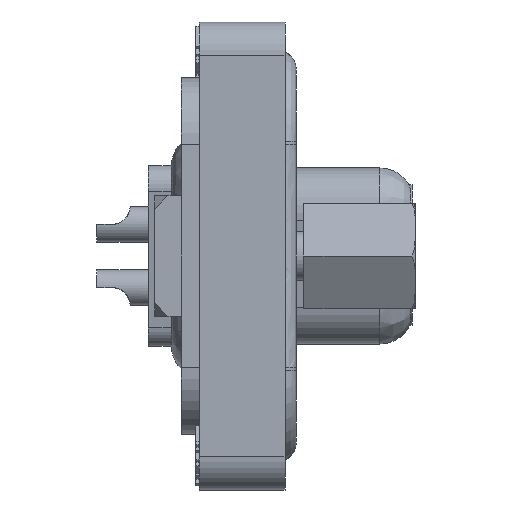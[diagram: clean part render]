
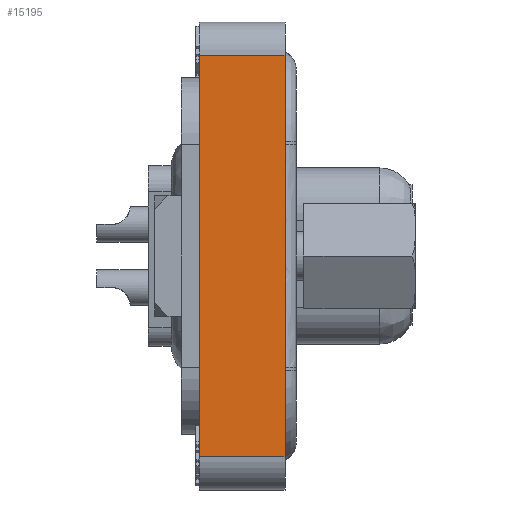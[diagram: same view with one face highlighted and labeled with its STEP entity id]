
A CAD part, left-side view. The second image highlights one B-rep face of the part: STEP entity #15195.
In plain terms, the highlighted planar face has unit normal (-1, 0, 0).
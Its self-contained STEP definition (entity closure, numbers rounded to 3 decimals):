
#243=DIRECTION('',(0.,0.,-1.));
#244=VECTOR('',#243,18.);
#245=CARTESIAN_POINT('',(-19.7,0.,9.));
#246=LINE('',#245,#244);
#324=DIRECTION('',(0.,0.,-1.));
#325=VECTOR('',#324,18.);
#326=CARTESIAN_POINT('',(-19.7,3.85,9.));
#327=LINE('',#326,#325);
#723=DIRECTION('',(0.,1.,0.));
#724=VECTOR('',#723,3.85);
#725=CARTESIAN_POINT('',(-19.7,0.,-9.));
#726=LINE('',#725,#724);
#727=DIRECTION('',(0.,1.,0.));
#728=VECTOR('',#727,3.85);
#729=CARTESIAN_POINT('',(-19.7,0.,9.));
#730=LINE('',#729,#728);
#12885=CARTESIAN_POINT('',(-19.7,3.85,-9.));
#12887=VERTEX_POINT('',#12885);
#12888=CARTESIAN_POINT('',(-19.7,0.,-9.));
#12889=VERTEX_POINT('',#12888);
#12892=CARTESIAN_POINT('',(-19.7,3.85,9.));
#12894=VERTEX_POINT('',#12892);
#12898=CARTESIAN_POINT('',(-19.7,0.,9.));
#12899=VERTEX_POINT('',#12898);
#15183=CARTESIAN_POINT('',(-19.7,0.,10.5));
#15184=DIRECTION('',(-1.,0.,0.));
#15185=DIRECTION('',(0.,0.,-1.));
#15186=AXIS2_PLACEMENT_3D('',#15183,#15184,#15185);
#15187=PLANE('',#15186);
#15189=ORIENTED_EDGE('',*,*,#15188,.T.);
#15190=ORIENTED_EDGE('',*,*,#14913,.F.);
#15191=ORIENTED_EDGE('',*,*,#15171,.F.);
#15192=ORIENTED_EDGE('',*,*,#14847,.T.);
#15193=EDGE_LOOP('',(#15189,#15190,#15191,#15192));
#15194=FACE_OUTER_BOUND('',#15193,.F.);
#15195=ADVANCED_FACE('',(#15194),#15187,.T.);
#14847=EDGE_CURVE('',#12899,#12889,#246,.T.);
#14913=EDGE_CURVE('',#12894,#12887,#327,.T.);
#15171=EDGE_CURVE('',#12899,#12894,#730,.T.);
#15188=EDGE_CURVE('',#12889,#12887,#726,.T.);
